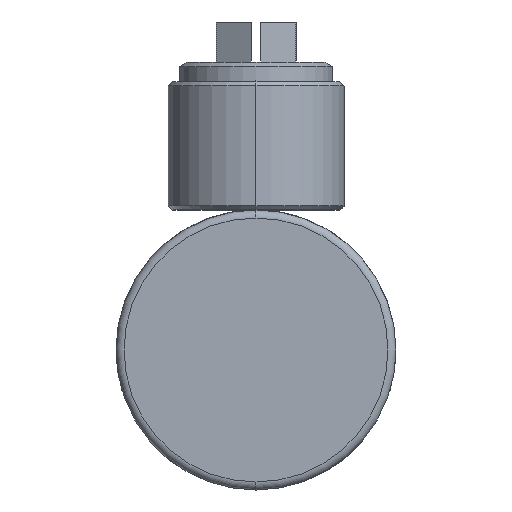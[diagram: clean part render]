
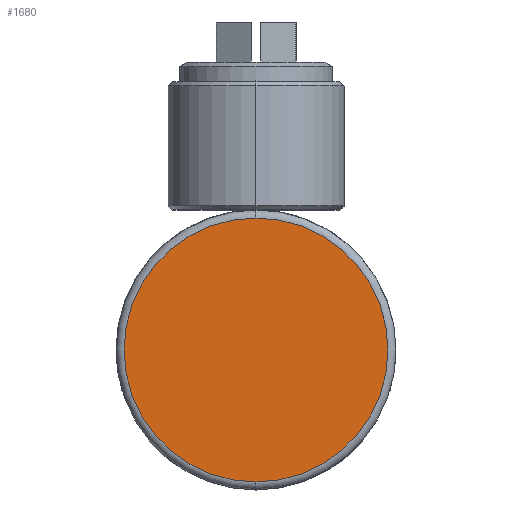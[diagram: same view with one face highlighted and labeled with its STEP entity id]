
A CAD part, left-side view. The second image highlights one B-rep face of the part: STEP entity #1680.
In plain terms, the highlighted planar face has unit normal (-1, 0, 0).
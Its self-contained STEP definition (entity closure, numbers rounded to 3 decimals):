
#123 = CARTESIAN_POINT ( 'NONE',  ( -14., 0., 0. ) ) ;
#746 = CIRCLE ( 'NONE', #6193, 16.5 ) ;
#1211 = FACE_OUTER_BOUND ( 'NONE', #2979, .T. ) ;
#1264 = CARTESIAN_POINT ( 'NONE',  ( -14., 0., 16.5 ) ) ;
#1319 = AXIS2_PLACEMENT_3D ( 'NONE', #2734, #3508, #4374 ) ;
#1680 = ADVANCED_FACE ( 'NONE', ( #1211 ), #2829, .T. ) ;
#1729 = VERTEX_POINT ( 'NONE', #1264 ) ;
#1812 = EDGE_CURVE ( 'NONE', #5332, #1729, #5565, .T. ) ;
#2575 = EDGE_CURVE ( 'NONE', #1729, #5332, #746, .T. ) ;
#2734 = CARTESIAN_POINT ( 'NONE',  ( -14., 0., 16.5 ) ) ;
#2829 = PLANE ( 'NONE',  #1319 ) ;
#2979 = EDGE_LOOP ( 'NONE', ( #3145, #3588 ) ) ;
#3094 = CARTESIAN_POINT ( 'NONE',  ( -14., 0., -16.5 ) ) ;
#3145 = ORIENTED_EDGE ( 'NONE', *, *, #2575, .T. ) ;
#3508 = DIRECTION ( 'NONE',  ( -1., 0., 0. ) ) ;
#3588 = ORIENTED_EDGE ( 'NONE', *, *, #1812, .T. ) ;
#4023 = AXIS2_PLACEMENT_3D ( 'NONE', #123, #8184, #6088 ) ;
#4374 = DIRECTION ( 'NONE',  ( 0., 0., 1. ) ) ;
#5141 = CARTESIAN_POINT ( 'NONE',  ( -14., 0., 0. ) ) ;
#5332 = VERTEX_POINT ( 'NONE', #3094 ) ;
#5565 = CIRCLE ( 'NONE', #4023, 16.5 ) ;
#5958 = DIRECTION ( 'NONE',  ( -1., 0., 0. ) ) ;
#6088 = DIRECTION ( 'NONE',  ( 0., 0., 1. ) ) ;
#6193 = AXIS2_PLACEMENT_3D ( 'NONE', #5141, #5958, #8112 ) ;
#8112 = DIRECTION ( 'NONE',  ( 0., 0., 1. ) ) ;
#8184 = DIRECTION ( 'NONE',  ( -1., 0., 0. ) ) ;
